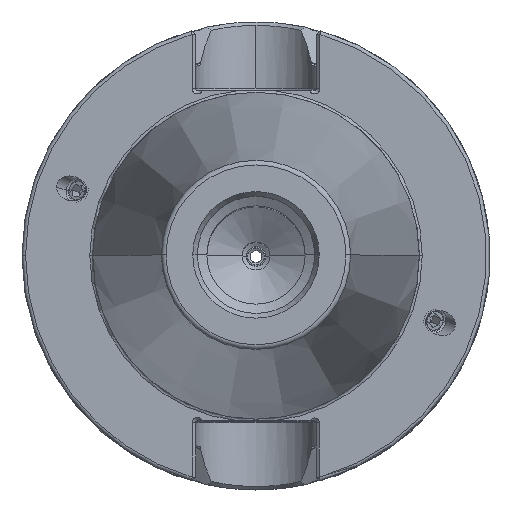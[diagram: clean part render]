
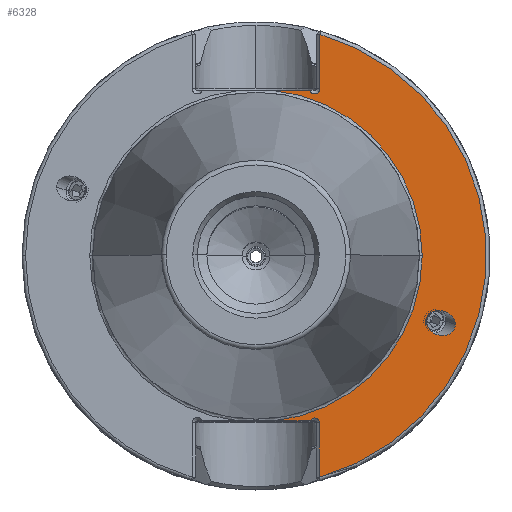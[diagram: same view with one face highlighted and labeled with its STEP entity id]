
A CAD part, top view. The second image highlights one B-rep face of the part: STEP entity #6328.
In plain terms, the highlighted planar face has unit normal (0, 0, 1).
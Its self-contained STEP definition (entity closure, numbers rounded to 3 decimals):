
#41 = VECTOR ( 'NONE', #10041, 1000. ) ;
#122 = ORIENTED_EDGE ( 'NONE', *, *, #1481, .T. ) ;
#341 = EDGE_CURVE ( 'NONE', #969, #3338, #7513, .T. ) ;
#352 = AXIS2_PLACEMENT_3D ( 'NONE', #4678, #6651, #614 ) ;
#510 = VERTEX_POINT ( 'NONE', #9194 ) ;
#549 = FACE_OUTER_BOUND ( 'NONE', #2100, .T. ) ;
#590 = CARTESIAN_POINT ( 'NONE',  ( 36.355, -14.023, -3. ) ) ;
#614 = DIRECTION ( 'NONE',  ( -1., 0., 0. ) ) ;
#969 = VERTEX_POINT ( 'NONE', #10020 ) ;
#1027 = CARTESIAN_POINT ( 'NONE',  ( 0., 0., -3. ) ) ;
#1111 =( BOUNDED_CURVE ( )  B_SPLINE_CURVE ( 3, ( #6826, #7729, #2713, #8578 ),
 .UNSPECIFIED., .F., .T. ) 
 B_SPLINE_CURVE_WITH_KNOTS ( ( 4, 4 ),
 ( 5.993, 9.135 ),
 .UNSPECIFIED. ) 
 CURVE ( )  GEOMETRIC_REPRESENTATION_ITEM ( )  RATIONAL_B_SPLINE_CURVE ( ( 1., 0.333, 0.333, 1. ) ) 
 REPRESENTATION_ITEM ( '' )  );
#1125 = VERTEX_POINT ( 'NONE', #7374 ) ;
#1211 = ORIENTED_EDGE ( 'NONE', *, *, #3376, .T. ) ;
#1259 = CARTESIAN_POINT ( 'NONE',  ( 0., -35.3, -3. ) ) ;
#1384 = CARTESIAN_POINT ( 'NONE',  ( 11.578, -35.3, -3. ) ) ;
#1412 = EDGE_CURVE ( 'NONE', #11026, #2999, #5660, .T. ) ;
#1481 = EDGE_CURVE ( 'NONE', #8406, #1125, #4460, .T. ) ;
#1627 = AXIS2_PLACEMENT_3D ( 'NONE', #9266, #4149, #10188 ) ;
#1887 = DIRECTION ( 'NONE',  ( -1., 0., 0. ) ) ;
#1940 = AXIS2_PLACEMENT_3D ( 'NONE', #10180, #10114, #10008 ) ;
#1967 = VERTEX_POINT ( 'NONE', #7752 ) ;
#2100 = EDGE_LOOP ( 'NONE', ( #3201, #1211, #122, #7320, #2777, #4700, #2157, #4375, #7278 ) ) ;
#2157 = ORIENTED_EDGE ( 'NONE', *, *, #10533, .F. ) ;
#2542 = AXIS2_PLACEMENT_3D ( 'NONE', #10443, #10355, #10299 ) ;
#2713 = CARTESIAN_POINT ( 'NONE',  ( 36.355, -19.326, -3. ) ) ;
#2746 = CARTESIAN_POINT ( 'NONE',  ( 0., 49.987, -3. ) ) ;
#2777 = ORIENTED_EDGE ( 'NONE', *, *, #10758, .T. ) ;
#2816 = FACE_BOUND ( 'NONE', #8947, .T. ) ;
#2999 = VERTEX_POINT ( 'NONE', #7422 ) ;
#3044 = DIRECTION ( 'NONE',  ( -1., 0., 0. ) ) ;
#3201 = ORIENTED_EDGE ( 'NONE', *, *, #7395, .F. ) ;
#3227 = AXIS2_PLACEMENT_3D ( 'NONE', #1027, #6894, #1887 ) ;
#3338 = VERTEX_POINT ( 'NONE', #3580 ) ;
#3357 = VERTEX_POINT ( 'NONE', #1384 ) ;
#3376 = EDGE_CURVE ( 'NONE', #3357, #8406, #4267, .T. ) ;
#3391 = EDGE_CURVE ( 'NONE', #1967, #510, #7325, .T. ) ;
#3550 = DIRECTION ( 'NONE',  ( -1., 0., 0. ) ) ;
#3580 = CARTESIAN_POINT ( 'NONE',  ( 42.579, -14.707, -3. ) ) ;
#3703 = EDGE_CURVE ( 'NONE', #1125, #9583, #4136, .T. ) ;
#3704 = CARTESIAN_POINT ( 'NONE',  ( 13.65, 47.308, -3. ) ) ;
#4136 = CIRCLE ( 'NONE', #3227, 49.237 ) ;
#4149 = DIRECTION ( 'NONE',  ( 0., 0., -1. ) ) ;
#4175 = CARTESIAN_POINT ( 'NONE',  ( 42.579, -9.404, -3. ) ) ;
#4267 = CIRCLE ( 'NONE', #2542, 1.019 ) ;
#4283 = CARTESIAN_POINT ( 'NONE',  ( 0., 35.3, -3. ) ) ;
#4319 = PLANE ( 'NONE',  #7565 ) ;
#4375 = ORIENTED_EDGE ( 'NONE', *, *, #1412, .T. ) ;
#4460 = LINE ( 'NONE', #10202, #41 ) ;
#4553 = LINE ( 'NONE', #1259, #6536 ) ;
#4678 = CARTESIAN_POINT ( 'NONE',  ( 0., 0., -3. ) ) ;
#4680 = ORIENTED_EDGE ( 'NONE', *, *, #341, .T. ) ;
#4700 = ORIENTED_EDGE ( 'NONE', *, *, #3391, .T. ) ;
#4851 = VECTOR ( 'NONE', #6289, 1000. ) ;
#5237 = CARTESIAN_POINT ( 'NONE',  ( 13.544, -35.675, -3. ) ) ;
#5660 = CIRCLE ( 'NONE', #352, 35.5 ) ;
#5802 = VERTEX_POINT ( 'NONE', #8084 ) ;
#5941 = CIRCLE ( 'NONE', #1627, 35.5 ) ;
#6289 = DIRECTION ( 'NONE',  ( 0., -1., 0. ) ) ;
#6328 = ADVANCED_FACE ( 'NONE', ( #2816, #549 ), #4319, .F. ) ;
#6536 = VECTOR ( 'NONE', #3044, 1000. ) ;
#6651 = DIRECTION ( 'NONE',  ( 0., 0., -1. ) ) ;
#6826 = CARTESIAN_POINT ( 'NONE',  ( 42.579, -14.707, -3. ) ) ;
#6894 = DIRECTION ( 'NONE',  ( 0., 0., 1. ) ) ;
#6986 = LINE ( 'NONE', #4283, #9307 ) ;
#7214 = CARTESIAN_POINT ( 'NONE',  ( 3.763, 35.3, -3. ) ) ;
#7278 = ORIENTED_EDGE ( 'NONE', *, *, #9271, .T. ) ;
#7320 = ORIENTED_EDGE ( 'NONE', *, *, #3703, .T. ) ;
#7325 = CIRCLE ( 'NONE', #1940, 1.125 ) ;
#7374 = CARTESIAN_POINT ( 'NONE',  ( 13.544, -47.338, -3. ) ) ;
#7395 = EDGE_CURVE ( 'NONE', #3357, #5802, #4553, .T. ) ;
#7396 = LINE ( 'NONE', #8953, #4851 ) ;
#7422 = CARTESIAN_POINT ( 'NONE',  ( 35.5, 0., -3. ) ) ;
#7513 =( BOUNDED_CURVE ( )  B_SPLINE_CURVE ( 3, ( #590, #8861, #4175, #9577 ),
 .UNSPECIFIED., .F., .F. ) 
 B_SPLINE_CURVE_WITH_KNOTS ( ( 4, 4 ),
 ( 2.852, 5.993 ),
 .UNSPECIFIED. ) 
 CURVE ( )  GEOMETRIC_REPRESENTATION_ITEM ( )  RATIONAL_B_SPLINE_CURVE ( ( 1., 0.333, 0.333, 1. ) ) 
 REPRESENTATION_ITEM ( '' )  );
#7565 = AXIS2_PLACEMENT_3D ( 'NONE', #2746, #8617, #3550 ) ;
#7696 = ORIENTED_EDGE ( 'NONE', *, *, #10840, .T. ) ;
#7729 = CARTESIAN_POINT ( 'NONE',  ( 42.579, -20.01, -3. ) ) ;
#7752 = CARTESIAN_POINT ( 'NONE',  ( 13.65, 35.675, -3. ) ) ;
#8084 = CARTESIAN_POINT ( 'NONE',  ( 3.763, -35.3, -3. ) ) ;
#8406 = VERTEX_POINT ( 'NONE', #5237 ) ;
#8578 = CARTESIAN_POINT ( 'NONE',  ( 36.355, -14.023, -3. ) ) ;
#8617 = DIRECTION ( 'NONE',  ( 0., 0., -1. ) ) ;
#8861 = CARTESIAN_POINT ( 'NONE',  ( 36.355, -8.72, -3. ) ) ;
#8947 = EDGE_LOOP ( 'NONE', ( #7696, #4680 ) ) ;
#8953 = CARTESIAN_POINT ( 'NONE',  ( 13.65, 35.675, -3. ) ) ;
#9194 = CARTESIAN_POINT ( 'NONE',  ( 11.464, 35.3, -3. ) ) ;
#9266 = CARTESIAN_POINT ( 'NONE',  ( 0., 0., -3. ) ) ;
#9271 = EDGE_CURVE ( 'NONE', #2999, #5802, #5941, .T. ) ;
#9307 = VECTOR ( 'NONE', #9423, 1000. ) ;
#9423 = DIRECTION ( 'NONE',  ( 1., 0., 0. ) ) ;
#9577 = CARTESIAN_POINT ( 'NONE',  ( 42.579, -14.707, -3. ) ) ;
#9583 = VERTEX_POINT ( 'NONE', #3704 ) ;
#10008 = DIRECTION ( 'NONE',  ( -1., 0., 0. ) ) ;
#10020 = CARTESIAN_POINT ( 'NONE',  ( 36.355, -14.023, -3. ) ) ;
#10041 = DIRECTION ( 'NONE',  ( 0., -1., 0. ) ) ;
#10114 = DIRECTION ( 'NONE',  ( 0., 0., -1. ) ) ;
#10180 = CARTESIAN_POINT ( 'NONE',  ( 12.525, 35.675, -3. ) ) ;
#10188 = DIRECTION ( 'NONE',  ( -1., 0., 0. ) ) ;
#10202 = CARTESIAN_POINT ( 'NONE',  ( 13.544, 49.987, -3. ) ) ;
#10299 = DIRECTION ( 'NONE',  ( -1., 0., 0. ) ) ;
#10355 = DIRECTION ( 'NONE',  ( 0., 0., -1. ) ) ;
#10443 = CARTESIAN_POINT ( 'NONE',  ( 12.525, -35.675, -3. ) ) ;
#10533 = EDGE_CURVE ( 'NONE', #11026, #510, #6986, .T. ) ;
#10758 = EDGE_CURVE ( 'NONE', #9583, #1967, #7396, .T. ) ;
#10840 = EDGE_CURVE ( 'NONE', #3338, #969, #1111, .T. ) ;
#11026 = VERTEX_POINT ( 'NONE', #7214 ) ;
